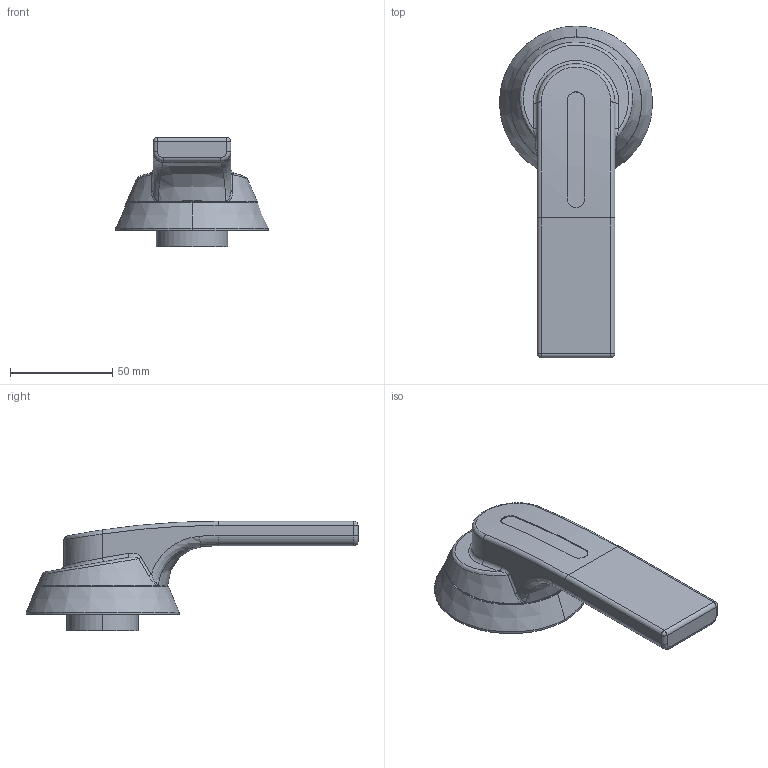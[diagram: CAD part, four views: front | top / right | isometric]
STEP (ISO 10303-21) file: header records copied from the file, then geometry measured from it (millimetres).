
FILE_DESCRIPTION((''),'2;1');
FILE_NAME('3d_GLX61CB.stp','2022-04-22T12:53:25',(''),(''),'Mechanical Desktop 2009','Mechanical Desktop 2009',', , ');
FILE_SCHEMA(('CONFIG_CONTROL_DESIGN'));
Length unit declared in the file: millimetre
Products named in the file (1): Product
Bounding box: 75 x 162.5 x 53.5 mm (x, y, z)
Volume: 165904.3 mm3; surface area: 24796.7 mm2
Topology: 1 solids, 1 shells, 58 faces, 136 edges, 82 vertices
Faces by surface type: cylinder 23, plane 12, bspline 12, torus 6, cone 3, sphere 2
Entity records: 3118 total; most frequent: CARTESIAN_POINT 1768, ORIENTED_EDGE 268, DIRECTION 250, EDGE_CURVE 134, AXIS2_PLACEMENT_3D 107, VERTEX_POINT 82, EDGE_LOOP 62, CIRCLE 58
